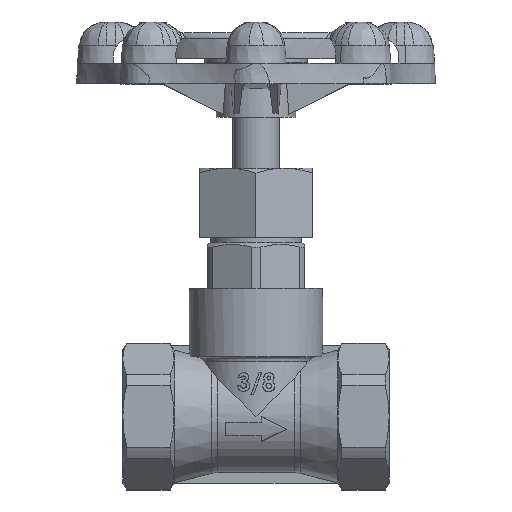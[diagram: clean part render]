
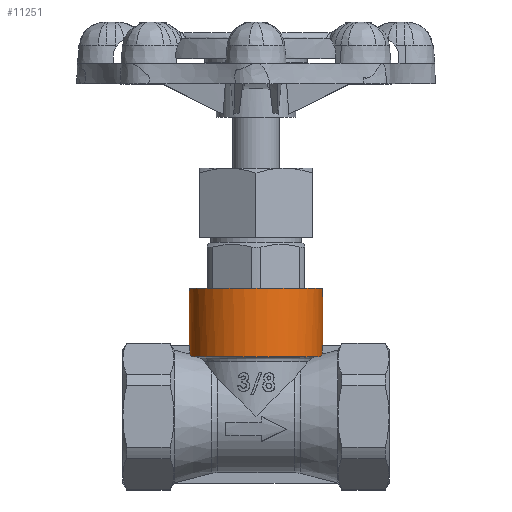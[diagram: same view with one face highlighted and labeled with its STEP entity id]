
A CAD part, top view. The second image highlights one B-rep face of the part: STEP entity #11251.
In plain terms, the highlighted cylindrical face has radius 13 mm (diameter 26 mm), a full revolution.
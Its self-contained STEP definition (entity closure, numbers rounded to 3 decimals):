
#711=B_SPLINE_CURVE_WITH_KNOTS('',3,(#18735,#18736,#18737,#18738),
 .UNSPECIFIED.,.F.,.F.,(4,4),(0.,0.002),
 .UNSPECIFIED.);
#712=B_SPLINE_CURVE_WITH_KNOTS('',3,(#18743,#18744,#18745,#18746),
 .UNSPECIFIED.,.F.,.F.,(4,4),(0.,0.002),
 .UNSPECIFIED.);
#721=B_SPLINE_CURVE_WITH_KNOTS('',3,(#18833,#18834,#18835,#18836),
 .UNSPECIFIED.,.F.,.F.,(4,4),(0.,0.002),
 .UNSPECIFIED.);
#723=B_SPLINE_CURVE_WITH_KNOTS('',3,(#18855,#18856,#18857,#18858),
 .UNSPECIFIED.,.F.,.F.,(4,4),(0.,0.002),
 .UNSPECIFIED.);
#1905=CYLINDRICAL_SURFACE('',#12039,13.);
#1994=CIRCLE('',#11879,13.);
#1996=CIRCLE('',#11882,13.);
#1997=CIRCLE('',#11884,13.);
#2060=CIRCLE('',#12005,13.);
#2075=CIRCLE('',#12040,13.);
#2952=ORIENTED_EDGE('',*,*,#6367,.T.);
#2953=ORIENTED_EDGE('',*,*,#6173,.F.);
#2954=ORIENTED_EDGE('',*,*,#6340,.T.);
#2955=ORIENTED_EDGE('',*,*,#6332,.F.);
#2956=ORIENTED_EDGE('',*,*,#6174,.T.);
#2957=ORIENTED_EDGE('',*,*,#6327,.T.);
#2958=ORIENTED_EDGE('',*,*,#6362,.T.);
#2959=ORIENTED_EDGE('',*,*,#6169,.F.);
#2960=ORIENTED_EDGE('',*,*,#6343,.T.);
#2961=ORIENTED_EDGE('',*,*,#6329,.T.);
#2962=ORIENTED_EDGE('',*,*,#6337,.T.);
#2963=ORIENTED_EDGE('',*,*,#6335,.F.);
#2964=ORIENTED_EDGE('',*,*,#6368,.T.);
#6169=EDGE_CURVE('',#7992,#7991,#1994,.T.);
#6173=EDGE_CURVE('',#7996,#7993,#1996,.T.);
#6174=EDGE_CURVE('',#7997,#7998,#1997,.T.);
#6327=EDGE_CURVE('',#7998,#8097,#9164,.T.);
#6329=EDGE_CURVE('',#8098,#8099,#9165,.T.);
#6332=EDGE_CURVE('',#7997,#8100,#9167,.T.);
#6335=EDGE_CURVE('',#8101,#8102,#9168,.T.);
#6337=EDGE_CURVE('',#8099,#8102,#2060,.T.);
#6340=EDGE_CURVE('',#7996,#8100,#711,.T.);
#6343=EDGE_CURVE('',#7992,#8098,#712,.T.);
#6362=EDGE_CURVE('',#8097,#7991,#721,.T.);
#6367=EDGE_CURVE('',#8101,#7993,#723,.T.);
#6368=EDGE_CURVE('',#8110,#8110,#2075,.T.);
#7991=VERTEX_POINT('',#18192);
#7992=VERTEX_POINT('',#18197);
#7993=VERTEX_POINT('',#18204);
#7996=VERTEX_POINT('',#18212);
#7997=VERTEX_POINT('',#18216);
#7998=VERTEX_POINT('',#18217);
#8097=VERTEX_POINT('',#18703);
#8098=VERTEX_POINT('',#18707);
#8099=VERTEX_POINT('',#18708);
#8100=VERTEX_POINT('',#18713);
#8101=VERTEX_POINT('',#18717);
#8102=VERTEX_POINT('',#18719);
#8110=VERTEX_POINT('',#18861);
#9164=LINE('',#18702,#9391);
#9165=LINE('',#18706,#9392);
#9167=LINE('',#18712,#9394);
#9168=LINE('',#18718,#9395);
#9391=VECTOR('',#12928,1000.);
#9392=VECTOR('',#12933,1000.);
#9394=VECTOR('',#12939,1000.);
#9395=VECTOR('',#12946,1000.);
#9670=EDGE_LOOP('',(#2952,#2953,#2954,#2955,#2956,#2957,#2958,#2959,#2960,
#2961,#2962,#2963));
#9671=EDGE_LOOP('',(#2964));
#10399=FACE_BOUND('',#9670,.T.);
#10400=FACE_BOUND('',#9671,.T.);
#11251=ADVANCED_FACE('',(#10399,#10400),#1905,.T.);
#11879=AXIS2_PLACEMENT_3D('',#18198,#12658,#12659);
#11882=AXIS2_PLACEMENT_3D('',#18213,#12664,#12665);
#11884=AXIS2_PLACEMENT_3D('',#18215,#12668,#12669);
#12005=AXIS2_PLACEMENT_3D('',#18722,#12950,#12951);
#12039=AXIS2_PLACEMENT_3D('',#18859,#13018,#13019);
#12040=AXIS2_PLACEMENT_3D('',#18860,#13020,#13021);
#12658=DIRECTION('',(0.,-1.,0.));
#12659=DIRECTION('',(0.,0.,-1.));
#12664=DIRECTION('',(0.,-1.,0.));
#12665=DIRECTION('',(0.,0.,-1.));
#12668=DIRECTION('',(0.,1.,0.));
#12669=DIRECTION('',(0.,0.,-1.));
#12928=DIRECTION('',(0.,-1.,0.));
#12933=DIRECTION('',(0.,1.,0.));
#12939=DIRECTION('',(0.,-1.,0.));
#12946=DIRECTION('',(0.,1.,0.));
#12950=DIRECTION('',(0.,1.,0.));
#12951=DIRECTION('',(0.,0.,-1.));
#13018=DIRECTION('',(0.,-1.,0.));
#13019=DIRECTION('',(0.,0.,-1.));
#13020=DIRECTION('',(0.,-1.,0.));
#13021=DIRECTION('',(0.,0.,-1.));
#18192=CARTESIAN_POINT('',(12.579,11.678,-3.283));
#18197=CARTESIAN_POINT('',(-12.579,11.678,-3.283));
#18198=CARTESIAN_POINT('',(0.,11.678,0.));
#18204=CARTESIAN_POINT('',(-12.579,11.678,3.283));
#18212=CARTESIAN_POINT('',(12.579,11.678,3.283));
#18213=CARTESIAN_POINT('',(0.,11.678,0.));
#18215=CARTESIAN_POINT('',(0.,13.856,0.));
#18216=CARTESIAN_POINT('',(12.953,13.856,1.1));
#18217=CARTESIAN_POINT('',(12.953,13.856,-1.1));
#18702=CARTESIAN_POINT('',(12.953,0.,-1.1));
#18703=CARTESIAN_POINT('',(12.953,12.177,-1.1));
#18706=CARTESIAN_POINT('',(-12.953,0.,-1.1));
#18707=CARTESIAN_POINT('',(-12.953,12.177,-1.1));
#18708=CARTESIAN_POINT('',(-12.953,13.856,-1.1));
#18712=CARTESIAN_POINT('',(12.953,0.,1.1));
#18713=CARTESIAN_POINT('',(12.953,12.177,1.1));
#18717=CARTESIAN_POINT('',(-12.953,12.177,1.1));
#18718=CARTESIAN_POINT('',(-12.953,0.,1.1));
#18719=CARTESIAN_POINT('',(-12.953,13.856,1.1));
#18722=CARTESIAN_POINT('',(0.,13.856,0.));
#18735=CARTESIAN_POINT('',(12.579,11.678,3.283));
#18736=CARTESIAN_POINT('',(12.761,11.923,2.583));
#18737=CARTESIAN_POINT('',(12.889,12.092,1.857));
#18738=CARTESIAN_POINT('',(12.953,12.177,1.1));
#18743=CARTESIAN_POINT('',(-12.579,11.678,-3.283));
#18744=CARTESIAN_POINT('',(-12.761,11.923,-2.583));
#18745=CARTESIAN_POINT('',(-12.889,12.092,-1.857));
#18746=CARTESIAN_POINT('',(-12.953,12.177,-1.1));
#18833=CARTESIAN_POINT('',(12.953,12.177,-1.1));
#18834=CARTESIAN_POINT('',(12.889,12.092,-1.857));
#18835=CARTESIAN_POINT('',(12.761,11.923,-2.583));
#18836=CARTESIAN_POINT('',(12.579,11.678,-3.283));
#18855=CARTESIAN_POINT('',(-12.953,12.177,1.1));
#18856=CARTESIAN_POINT('',(-12.889,12.092,1.857));
#18857=CARTESIAN_POINT('',(-12.761,11.923,2.583));
#18858=CARTESIAN_POINT('',(-12.579,11.678,3.283));
#18859=CARTESIAN_POINT('',(0.,0.,0.));
#18860=CARTESIAN_POINT('',(0.,25.,0.));
#18861=CARTESIAN_POINT('',(0.,25.,-13.));
